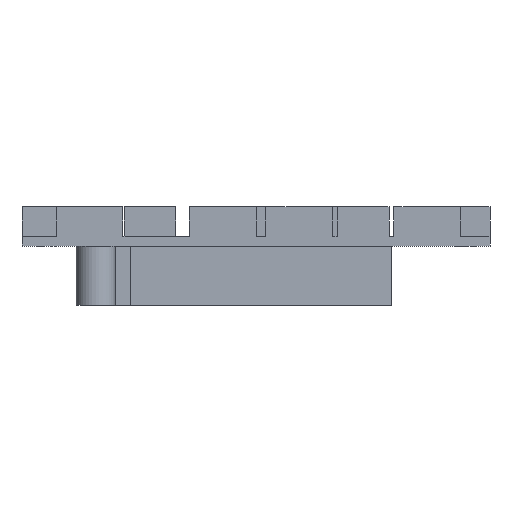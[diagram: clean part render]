
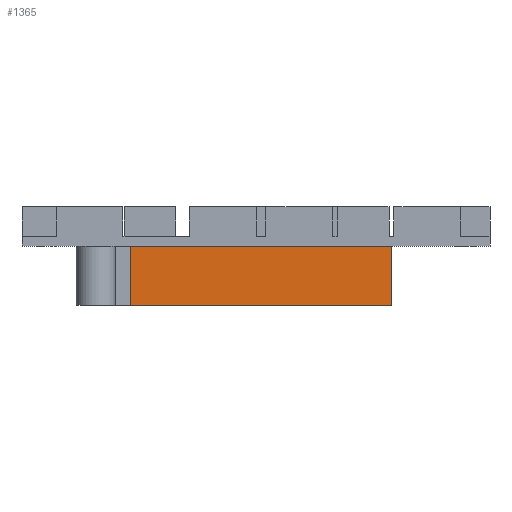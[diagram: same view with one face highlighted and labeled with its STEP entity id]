
A CAD part, front view. The second image highlights one B-rep face of the part: STEP entity #1365.
In plain terms, the highlighted planar face has unit normal (0, -1, 0).
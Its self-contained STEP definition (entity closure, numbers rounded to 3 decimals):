
#23 = ORIENTED_EDGE ( 'NONE', *, *, #632, .F. ) ;
#62 = CARTESIAN_POINT ( 'NONE',  ( 27.5, -12., -12. ) ) ;
#79 = DIRECTION ( 'NONE',  ( 0., 0., 1. ) ) ;
#110 = LINE ( 'NONE', #1750, #633 ) ;
#262 = CARTESIAN_POINT ( 'NONE',  ( -25.5, -12., -12. ) ) ;
#374 = VERTEX_POINT ( 'NONE', #262 ) ;
#404 = EDGE_CURVE ( 'NONE', #653, #1707, #1244, .T. ) ;
#491 = EDGE_CURVE ( 'NONE', #1707, #2177, #1671, .T. ) ;
#545 = VECTOR ( 'NONE', #1906, 1000. ) ;
#632 = EDGE_CURVE ( 'NONE', #374, #2177, #2325, .T. ) ;
#633 = VECTOR ( 'NONE', #1502, 1000. ) ;
#653 = VERTEX_POINT ( 'NONE', #1917 ) ;
#678 = AXIS2_PLACEMENT_3D ( 'NONE', #933, #1956, #79 ) ;
#720 = EDGE_CURVE ( 'NONE', #653, #374, #110, .T. ) ;
#732 = FACE_OUTER_BOUND ( 'NONE', #2538, .T. ) ;
#804 = DIRECTION ( 'NONE',  ( -1., 0., 0. ) ) ;
#925 = ORIENTED_EDGE ( 'NONE', *, *, #404, .T. ) ;
#933 = CARTESIAN_POINT ( 'NONE',  ( 27.5, -12., -12. ) ) ;
#1182 = VECTOR ( 'NONE', #804, 1000. ) ;
#1231 = CARTESIAN_POINT ( 'NONE',  ( 27.5, -12., 0. ) ) ;
#1244 = LINE ( 'NONE', #62, #2596 ) ;
#1281 = CARTESIAN_POINT ( 'NONE',  ( -25.5, -12., -12. ) ) ;
#1365 = ADVANCED_FACE ( 'NONE', ( #732 ), #2420, .F. ) ;
#1437 = CARTESIAN_POINT ( 'NONE',  ( -25.5, -12., 0. ) ) ;
#1454 = ORIENTED_EDGE ( 'NONE', *, *, #720, .F. ) ;
#1502 = DIRECTION ( 'NONE',  ( -1., 0., 0. ) ) ;
#1671 = LINE ( 'NONE', #1231, #1182 ) ;
#1707 = VERTEX_POINT ( 'NONE', #2343 ) ;
#1750 = CARTESIAN_POINT ( 'NONE',  ( 27.5, -12., -12. ) ) ;
#1906 = DIRECTION ( 'NONE',  ( 0., 0., 1. ) ) ;
#1917 = CARTESIAN_POINT ( 'NONE',  ( 27.5, -12., -12. ) ) ;
#1956 = DIRECTION ( 'NONE',  ( 0., 1., 0. ) ) ;
#2076 = ORIENTED_EDGE ( 'NONE', *, *, #491, .T. ) ;
#2130 = DIRECTION ( 'NONE',  ( 0., 0., 1. ) ) ;
#2177 = VERTEX_POINT ( 'NONE', #1437 ) ;
#2325 = LINE ( 'NONE', #1281, #545 ) ;
#2343 = CARTESIAN_POINT ( 'NONE',  ( 27.5, -12., 0. ) ) ;
#2420 = PLANE ( 'NONE',  #678 ) ;
#2538 = EDGE_LOOP ( 'NONE', ( #2076, #23, #1454, #925 ) ) ;
#2596 = VECTOR ( 'NONE', #2130, 1000. ) ;
